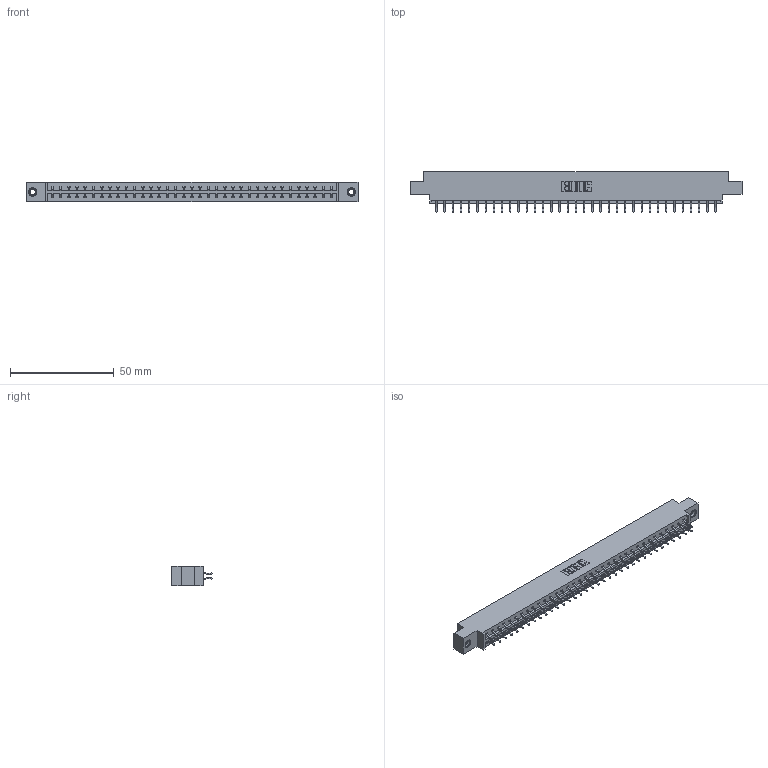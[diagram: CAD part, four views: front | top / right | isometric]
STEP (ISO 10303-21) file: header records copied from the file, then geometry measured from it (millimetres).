
FILE_DESCRIPTION (( 'STEP AP203' ), '1' );
FILE_NAME ('833-070-556-807.STEP', '2020-06-05T13:04:04', ( '' ), ( '' ), 'SwSTEP 2.0', 'SolidWorks 2020', '' );
FILE_SCHEMA (( 'CONFIG_CONTROL_DESIGN' ));
Length unit declared in the file: inch
Products named in the file (4): 345-292-001_556 Tail; 833 Part_Offset - .156 Dia - TI; 345-250-001_345-250-005-103; 833-070-556-807
Assembly tree (73 placements, depth 2):
  833-070-556-807
    833 Part_Offset - .156 Dia - TI
    345-292-001_556 Tail  x70
    345-250-001_345-250-005-103  x2
Bounding box: 160.22 x 19.57 x 9.4 mm (x, y, z)
Volume: 16048.3 mm3; surface area: 19083.8 mm2
Topology: 73 solids, 73 shells, 4238 faces, 12569 edges, 8278 vertices
Faces by surface type: plane 2906, cylinder 1316, cone 12, torus 4
Entity records: 24960 total; most frequent: CARTESIAN_POINT 4145, ORIENTED_EDGE 4062, DIRECTION 3573, EDGE_CURVE 2031, LINE 1875, VECTOR 1875, VERTEX_POINT 1348, AXIS2_PLACEMENT_3D 849
